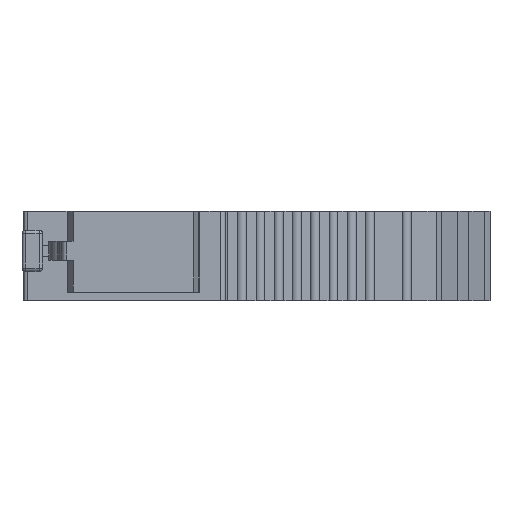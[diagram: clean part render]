
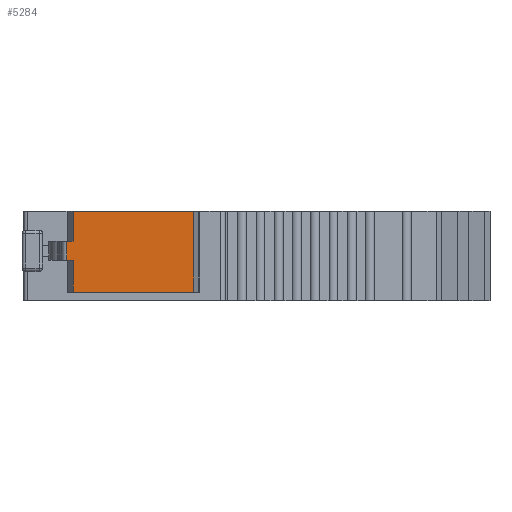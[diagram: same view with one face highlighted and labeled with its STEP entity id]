
A CAD part, front view. The second image highlights one B-rep face of the part: STEP entity #5284.
In plain terms, the highlighted planar face has unit normal (0, -1, 0).
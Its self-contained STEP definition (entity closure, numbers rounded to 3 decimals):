
#72 = LINE ( 'NONE', #5514, #463 ) ;
#383 = CARTESIAN_POINT ( 'NONE',  ( -3.496, 0., 0.5 ) ) ;
#411 = CARTESIAN_POINT ( 'NONE',  ( 3.504, 0., 5.2 ) ) ;
#459 = DIRECTION ( 'NONE',  ( 0., 0., 1. ) ) ;
#463 = VECTOR ( 'NONE', #4031, 1000. ) ;
#537 = VERTEX_POINT ( 'NONE', #1630 ) ;
#678 = LINE ( 'NONE', #3247, #2118 ) ;
#756 = CARTESIAN_POINT ( 'NONE',  ( -2.359, 0., 5.2 ) ) ;
#798 = EDGE_CURVE ( 'NONE', #537, #2244, #678, .T. ) ;
#824 = CARTESIAN_POINT ( 'NONE',  ( -3.496, 0., 3.45 ) ) ;
#830 = VECTOR ( 'NONE', #4077, 1000. ) ;
#967 = VECTOR ( 'NONE', #5620, 1000. ) ;
#991 = VERTEX_POINT ( 'NONE', #1643 ) ;
#1035 = DIRECTION ( 'NONE',  ( -1., 0., 0. ) ) ;
#1630 = CARTESIAN_POINT ( 'NONE',  ( -3.864, 0., 3.45 ) ) ;
#1643 = CARTESIAN_POINT ( 'NONE',  ( -3.496, 0., 2.35 ) ) ;
#1713 = EDGE_CURVE ( 'NONE', #991, #5286, #5578, .T. ) ;
#1826 = ORIENTED_EDGE ( 'NONE', *, *, #1931, .F. ) ;
#1849 = PLANE ( 'NONE',  #5618 ) ;
#1931 = EDGE_CURVE ( 'NONE', #991, #2244, #2979, .T. ) ;
#2118 = VECTOR ( 'NONE', #4215, 1000. ) ;
#2244 = VERTEX_POINT ( 'NONE', #6060 ) ;
#2324 = CARTESIAN_POINT ( 'NONE',  ( -3.496, 0., 5.05 ) ) ;
#2386 = CARTESIAN_POINT ( 'NONE',  ( -3.496, 0., 5.2 ) ) ;
#2580 = ORIENTED_EDGE ( 'NONE', *, *, #2589, .T. ) ;
#2589 = EDGE_CURVE ( 'NONE', #5286, #4412, #5708, .T. ) ;
#2696 = VECTOR ( 'NONE', #1035, 1000. ) ;
#2737 = DIRECTION ( 'NONE',  ( 0., 0., -1. ) ) ;
#2813 = CARTESIAN_POINT ( 'NONE',  ( -3.496, 0., 5.05 ) ) ;
#2859 = CARTESIAN_POINT ( 'NONE',  ( 3.504, 0., 5.05 ) ) ;
#2944 = EDGE_CURVE ( 'NONE', #4412, #5276, #5291, .T. ) ;
#2955 = ORIENTED_EDGE ( 'NONE', *, *, #5244, .T. ) ;
#2979 = LINE ( 'NONE', #5773, #2696 ) ;
#3170 = ORIENTED_EDGE ( 'NONE', *, *, #4649, .F. ) ;
#3193 = CARTESIAN_POINT ( 'NONE',  ( -3.496, 0., 5.05 ) ) ;
#3247 = CARTESIAN_POINT ( 'NONE',  ( -3.864, 0., 5.05 ) ) ;
#3409 = CARTESIAN_POINT ( 'NONE',  ( 3.504, 0., 0.5 ) ) ;
#3412 = DIRECTION ( 'NONE',  ( 1., 0., 0. ) ) ;
#3469 = VECTOR ( 'NONE', #3412, 1000. ) ;
#3533 = ORIENTED_EDGE ( 'NONE', *, *, #1713, .T. ) ;
#4031 = DIRECTION ( 'NONE',  ( 1., 0., 0. ) ) ;
#4077 = DIRECTION ( 'NONE',  ( 1., 0., 0. ) ) ;
#4122 = DIRECTION ( 'NONE',  ( 0., 0., -1. ) ) ;
#4168 = DIRECTION ( 'NONE',  ( 0., -1., 0. ) ) ;
#4197 = VERTEX_POINT ( 'NONE', #824 ) ;
#4215 = DIRECTION ( 'NONE',  ( 0., 0., -1. ) ) ;
#4298 = ORIENTED_EDGE ( 'NONE', *, *, #4622, .F. ) ;
#4405 = ORIENTED_EDGE ( 'NONE', *, *, #2944, .T. ) ;
#4412 = VERTEX_POINT ( 'NONE', #3409 ) ;
#4532 = VECTOR ( 'NONE', #4122, 1000. ) ;
#4541 = LINE ( 'NONE', #2324, #967 ) ;
#4622 = EDGE_CURVE ( 'NONE', #5811, #5276, #6056, .T. ) ;
#4649 = EDGE_CURVE ( 'NONE', #537, #4197, #72, .T. ) ;
#4753 = FACE_OUTER_BOUND ( 'NONE', #5847, .T. ) ;
#5244 = EDGE_CURVE ( 'NONE', #5811, #4197, #4541, .T. ) ;
#5276 = VERTEX_POINT ( 'NONE', #411 ) ;
#5284 = ADVANCED_FACE ( 'NONE', ( #4753 ), #1849, .T. ) ;
#5286 = VERTEX_POINT ( 'NONE', #383 ) ;
#5291 = LINE ( 'NONE', #2859, #5754 ) ;
#5514 = CARTESIAN_POINT ( 'NONE',  ( -4.796, 0., 3.45 ) ) ;
#5578 = LINE ( 'NONE', #3193, #4532 ) ;
#5618 = AXIS2_PLACEMENT_3D ( 'NONE', #2813, #4168, #2737 ) ;
#5619 = ORIENTED_EDGE ( 'NONE', *, *, #798, .T. ) ;
#5620 = DIRECTION ( 'NONE',  ( 0., 0., -1. ) ) ;
#5708 = LINE ( 'NONE', #5834, #3469 ) ;
#5754 = VECTOR ( 'NONE', #459, 1000. ) ;
#5773 = CARTESIAN_POINT ( 'NONE',  ( -4.596, 0., 2.35 ) ) ;
#5811 = VERTEX_POINT ( 'NONE', #2386 ) ;
#5834 = CARTESIAN_POINT ( 'NONE',  ( -3.496, 0., 0.5 ) ) ;
#5847 = EDGE_LOOP ( 'NONE', ( #2955, #3170, #5619, #1826, #3533, #2580, #4405, #4298 ) ) ;
#6056 = LINE ( 'NONE', #756, #830 ) ;
#6060 = CARTESIAN_POINT ( 'NONE',  ( -3.864, 0., 2.35 ) ) ;
